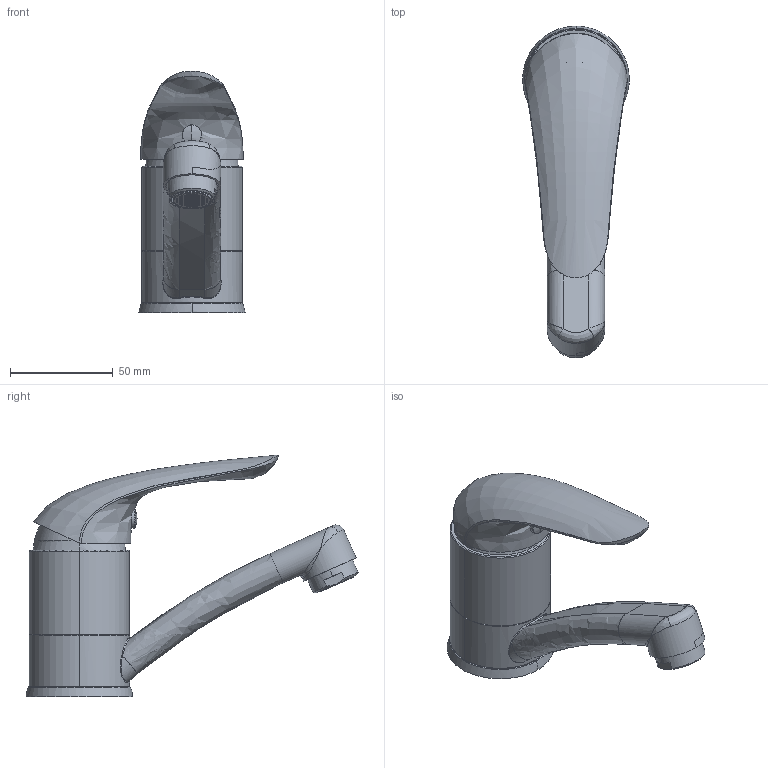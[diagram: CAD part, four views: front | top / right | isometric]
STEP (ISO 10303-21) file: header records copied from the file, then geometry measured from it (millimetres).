
FILE_DESCRIPTION(/* description */ (''),/* implementation_level */ '2;1');
FILE_NAME(/* name */ 'STEP - 125530007_12388',/* time_stamp */ '2025-07-16T15:10:38+10:00',/* author */ (''),/* organization */ (''),/* preprocessor_version */ 'ST-DEVELOPER v16.5',/* originating_system */ 'Rhino 7.37',/* authorisation */ '');
FILE_SCHEMA (('AUTOMOTIVE_DESIGN'));
Length unit declared in the file: millimetre
Products named in the file (18): Document; STP-12388(125530007)-BRISTOL MK2 SWIVEL BASIN MIXER CP LF 4-20250716; 125530007_ASM; 206094872702; 206091220126; 207041820701; 207041830601; 206061410126; 2040104899011; 2050213501022; 2060233107268; 2020125502263; 2020303807014; 205011791601; 203130261626; 2070101406015; 2030200907016; 2030106801267
Assembly tree (19 placements, depth 4):
  Document
    STP-12388(125530007)-BRISTOL MK2 SWIVEL BASIN MIXER CP LF 4-20250716
      125530007_ASM
        206094872702
        206091220126
        207041820701  x2
        207041830601  x2
        206061410126
        2040104899011
        2050213501022
        2060233107268
        2020125502263
        2020303807014
        205011791601
        203130261626
        2070101406015
        2030200907016
        2030106801267
Bounding box: 51.91 x 161.93 x 117.99 mm (x, y, z)
Volume: 152358.6 mm3; surface area: 119284.2 mm2
Topology: 17 solids, 31 shells, 2048 faces, 5870 edges, 3816 vertices
Faces by surface type: plane 1011, cylinder 817, bspline 220
Entity records: 80617 total; most frequent: CARTESIAN_POINT 40992, ORIENTED_EDGE 11564, EDGE_CURVE 5816, B_SPLINE_CURVE_WITH_KNOTS 4744, VERTEX_POINT 3788, EDGE_LOOP 2792, ADVANCED_FACE 2025, FACE_OUTER_BOUND 2025
